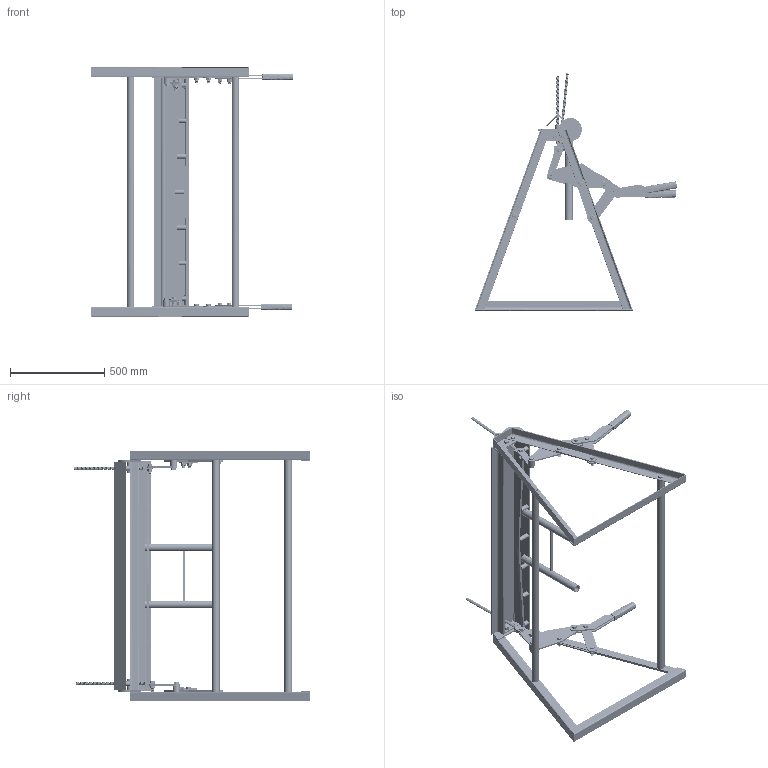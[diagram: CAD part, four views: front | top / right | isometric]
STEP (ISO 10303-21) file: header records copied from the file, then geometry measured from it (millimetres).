
FILE_DESCRIPTION(('FreeCAD Model'),'2;1');
FILE_NAME('Open CASCADE Shape Model','2025-05-09T05:57:15',('FreeCAD'),( 'FreeCAD'),'Open CASCADE STEP processor 7.6','FreeCAD','Unknown');
FILE_SCHEMA(('AUTOMOTIVE_DESIGN { 1 0 10303 214 1 1 1 1 }'));
Products named in the file (1): Open CASCADE STEP translator 7.6 1
Bounding box: 1072.16 x 1254.11 x 1322.22 mm (x, y, z)
Volume: 11218134.2 mm3; surface area: 4150092.1 mm2
Topology: 100 solids, 100 shells, 4685 faces, 12571 edges, 8222 vertices
Faces by surface type: bspline 4685
Entity records: 345807 total; most frequent: CARTESIAN_POINT 278250, ORIENTED_EDGE 25142, EDGE_CURVE 12571, VERTEX_POINT 8222, B_SPLINE_CURVE_WITH_KNOTS 5856, FACE_BOUND 4985, EDGE_LOOP 4985, ADVANCED_FACE 4685
